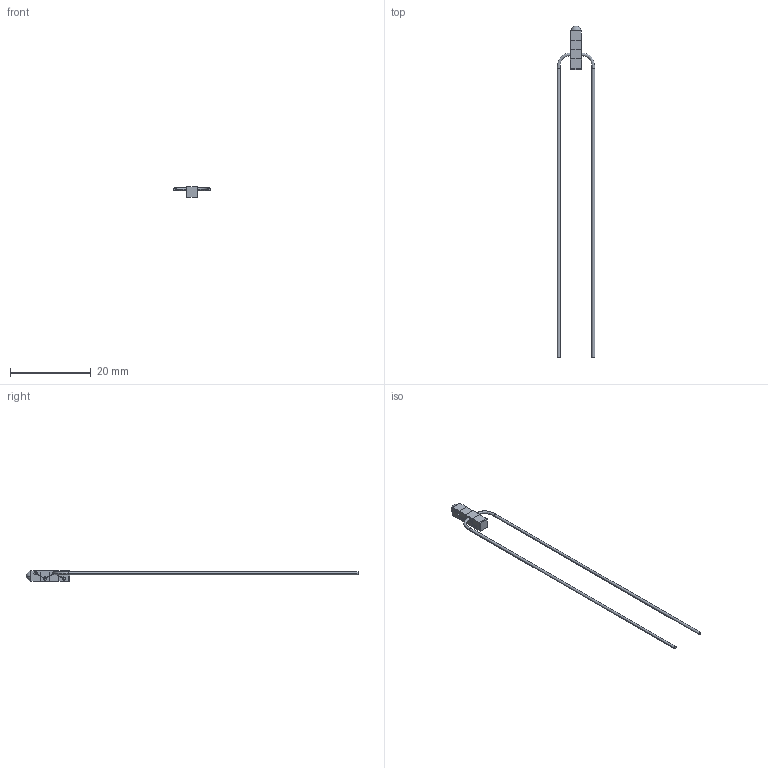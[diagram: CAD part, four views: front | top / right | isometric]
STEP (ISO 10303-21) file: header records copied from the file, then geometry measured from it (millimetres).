
FILE_DESCRIPTION (( 'STEP AP214' ), '1' );
FILE_NAME ('PK4DMP1.STEP', '2014-07-21T09:34:33', ( '' ), ( '' ), 'SwSTEP 2.0', 'SolidWorks 2012', '' );
FILE_SCHEMA (( 'AUTOMOTIVE_DESIGN' ));
Length unit declared in the file: millimetre
Products named in the file (1): PK4DMP1
Bounding box: 9.25 x 82 x 2.5 mm (x, y, z)
Volume: 119.8 mm3; surface area: 495.4 mm2
Topology: 2 solids, 2 shells, 128 faces, 340 edges, 209 vertices
Faces by surface type: plane 66, sphere 30, cylinder 28, bspline 4
Entity records: 4853 total; most frequent: CARTESIAN_POINT 1128, DIRECTION 674, ORIENTED_EDGE 672, EDGE_CURVE 336, AXIS2_PLACEMENT_3D 241, VERTEX_POINT 207, LINE 192, VECTOR 192
